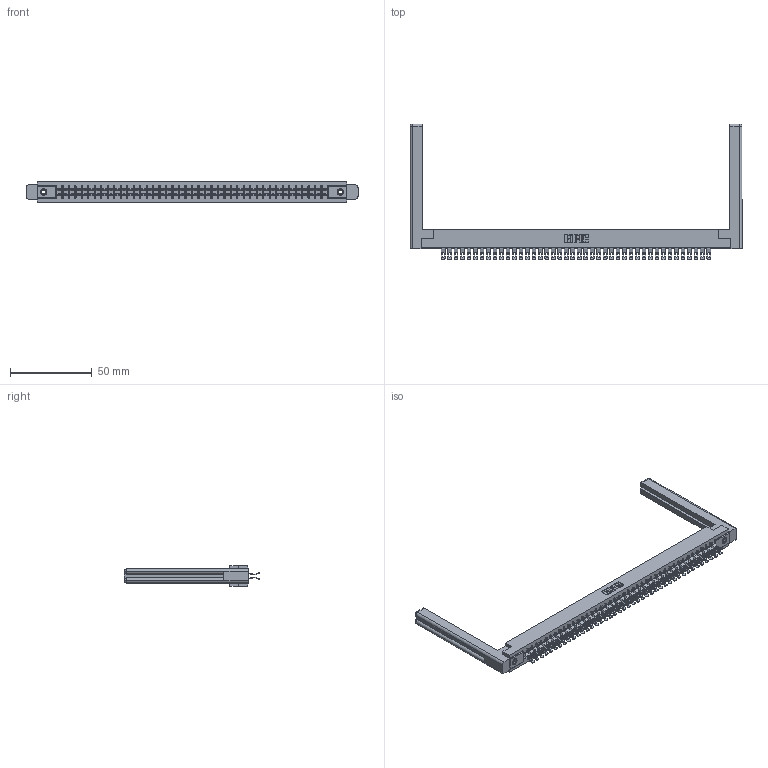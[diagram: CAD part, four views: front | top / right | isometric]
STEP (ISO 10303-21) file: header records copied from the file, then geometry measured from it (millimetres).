
FILE_DESCRIPTION (( 'STEP AP203' ), '1' );
FILE_NAME ('355-084-555-558.STEP', '2019-09-13T16:12:23', ( '' ), ( '' ), 'SwSTEP 2.0', 'SolidWorks 2016', '' );
FILE_SCHEMA (( 'CONFIG_CONTROL_DESIGN' ));
Length unit declared in the file: inch
Products named in the file (5): 345-250-001_345-250-001-102; 305-290-001_555; 355-084-555-558; 305 Part_.156 Dia; 307-220-058
Assembly tree (89 placements, depth 2):
  355-084-555-558
    305 Part_.156 Dia
    305-290-001_555  x84
    345-250-001_345-250-001-102  x2
    307-220-058  x2
Bounding box: 203.05 x 83.06 x 12.7 mm (x, y, z)
Volume: 28007.5 mm3; surface area: 33895.1 mm2
Topology: 89 solids, 89 shells, 5802 faces, 17260 edges, 11268 vertices
Faces by surface type: plane 2840, cylinder 2770, sphere 168, cone 12, torus 12
Entity records: 48732 total; most frequent: CARTESIAN_POINT 8097, ORIENTED_EDGE 7970, DIRECTION 7789, EDGE_CURVE 3985, LINE 3193, VECTOR 3193, VERTEX_POINT 2536, AXIS2_PLACEMENT_3D 2298
